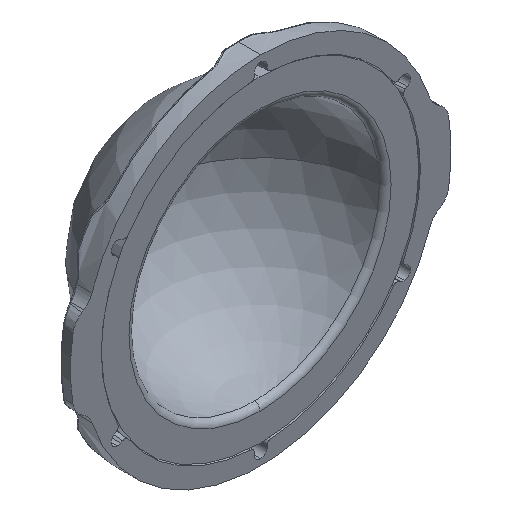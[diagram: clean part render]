
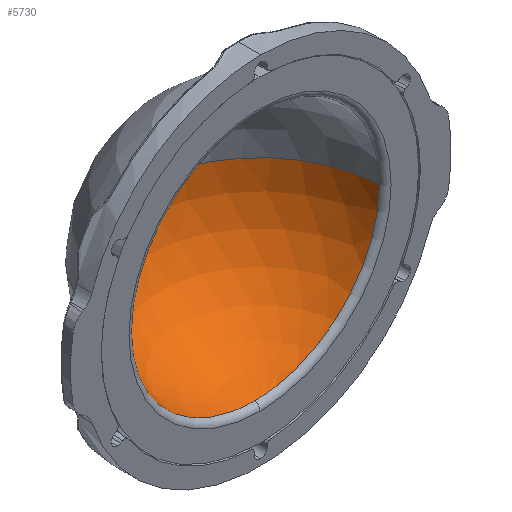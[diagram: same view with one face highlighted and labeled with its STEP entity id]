
A CAD part, isometric view. The second image highlights one B-rep face of the part: STEP entity #5730.
In plain terms, the highlighted spherical face has radius 31.25 mm.
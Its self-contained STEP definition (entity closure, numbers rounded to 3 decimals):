
#10 = FACE_OUTER_BOUND ( 'NONE', #7405, .T. ) ;
#67 = DIRECTION ( 'NONE',  ( -1., 0., 0. ) ) ;
#85 = VERTEX_POINT ( 'NONE', #5180 ) ;
#187 = CARTESIAN_POINT ( 'NONE',  ( 0., 0., 0. ) ) ;
#202 = AXIS2_PLACEMENT_3D ( 'NONE', #187, #6104, #1655 ) ;
#647 = DIRECTION ( 'NONE',  ( 0., 0., -1. ) ) ;
#664 = DIRECTION ( 'NONE',  ( 0., -1., 0. ) ) ;
#838 = DIRECTION ( 'NONE',  ( 0., 0., -1. ) ) ;
#1116 = AXIS2_PLACEMENT_3D ( 'NONE', #2256, #838, #67 ) ;
#1612 = ORIENTED_EDGE ( 'NONE', *, *, #7151, .T. ) ;
#1655 = DIRECTION ( 'NONE',  ( 1., 0., 0. ) ) ;
#2004 = CIRCLE ( 'NONE', #4951, 31.217 ) ;
#2256 = CARTESIAN_POINT ( 'NONE',  ( 0., 0., 0. ) ) ;
#2520 = VERTEX_POINT ( 'NONE', #9424 ) ;
#2729 = CIRCLE ( 'NONE', #202, 31.25 ) ;
#2747 = DIRECTION ( 'NONE',  ( -1., 0., 0. ) ) ;
#4098 = VERTEX_POINT ( 'NONE', #4588 ) ;
#4227 = EDGE_CURVE ( 'NONE', #85, #4098, #2004, .T. ) ;
#4588 = CARTESIAN_POINT ( 'NONE',  ( 0., 1.431, -31.217 ) ) ;
#4951 = AXIS2_PLACEMENT_3D ( 'NONE', #7390, #664, #9325 ) ;
#4974 = SPHERICAL_SURFACE ( 'NONE', #9501, 31.25 ) ;
#5049 = CARTESIAN_POINT ( 'NONE',  ( 0., 1.431, 0. ) ) ;
#5180 = CARTESIAN_POINT ( 'NONE',  ( -31.217, 1.431, 0. ) ) ;
#5730 = ADVANCED_FACE ( 'NONE', ( #10 ), #4974, .F. ) ;
#5777 = CARTESIAN_POINT ( 'NONE',  ( 0., 0., 0. ) ) ;
#6104 = DIRECTION ( 'NONE',  ( 0., 0., 1. ) ) ;
#6112 = EDGE_CURVE ( 'NONE', #4098, #2520, #7436, .T. ) ;
#6552 = CARTESIAN_POINT ( 'NONE',  ( 0., 31.25, 0. ) ) ;
#6858 = AXIS2_PLACEMENT_3D ( 'NONE', #5049, #7269, #647 ) ;
#7002 = ORIENTED_EDGE ( 'NONE', *, *, #8507, .F. ) ;
#7151 = EDGE_CURVE ( 'NONE', #2520, #9540, #2729, .T. ) ;
#7223 = DIRECTION ( 'NONE',  ( 0., 0., 1. ) ) ;
#7264 = ORIENTED_EDGE ( 'NONE', *, *, #4227, .T. ) ;
#7269 = DIRECTION ( 'NONE',  ( 0., -1., 0. ) ) ;
#7390 = CARTESIAN_POINT ( 'NONE',  ( 0., 1.431, 0. ) ) ;
#7405 = EDGE_LOOP ( 'NONE', ( #7264, #9243, #1612, #7002 ) ) ;
#7436 = CIRCLE ( 'NONE', #6858, 31.217 ) ;
#7524 = CIRCLE ( 'NONE', #1116, 31.25 ) ;
#8507 = EDGE_CURVE ( 'NONE', #85, #9540, #7524, .T. ) ;
#9243 = ORIENTED_EDGE ( 'NONE', *, *, #6112, .T. ) ;
#9325 = DIRECTION ( 'NONE',  ( 0., 0., -1. ) ) ;
#9424 = CARTESIAN_POINT ( 'NONE',  ( 31.217, 1.431, 0. ) ) ;
#9501 = AXIS2_PLACEMENT_3D ( 'NONE', #5777, #7223, #2747 ) ;
#9540 = VERTEX_POINT ( 'NONE', #6552 ) ;
